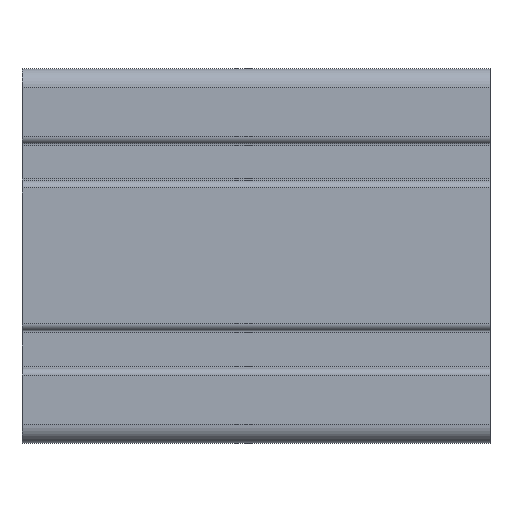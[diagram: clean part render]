
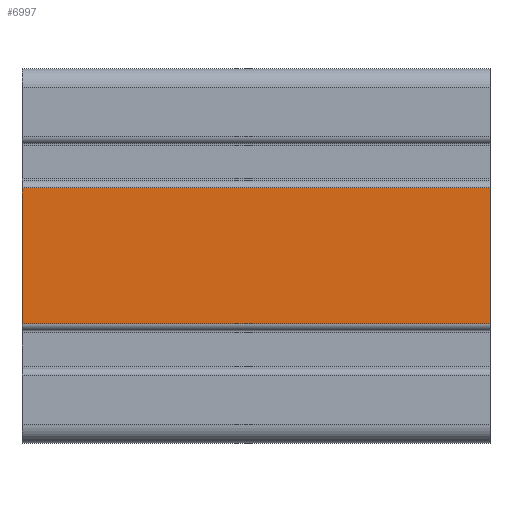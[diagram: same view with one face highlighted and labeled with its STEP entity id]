
A CAD part, top view. The second image highlights one B-rep face of the part: STEP entity #6997.
In plain terms, the highlighted planar face has unit normal (0, 0, 1).
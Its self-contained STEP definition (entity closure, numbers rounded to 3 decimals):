
#4 = CARTESIAN_POINT ( 'NONE',  ( 59.184, 89.398, 20. ) ) ;
#165 = VERTEX_POINT ( 'NONE', #7160 ) ;
#529 = ORIENTED_EDGE ( 'NONE', *, *, #884, .F. ) ;
#858 = VECTOR ( 'NONE', #6666, 1000. ) ;
#884 = EDGE_CURVE ( 'NONE', #6337, #165, #6037, .T. ) ;
#958 = VECTOR ( 'NONE', #4815, 1000. ) ;
#971 = CARTESIAN_POINT ( 'NONE',  ( 59.184, 89.398, 20. ) ) ;
#1004 = EDGE_CURVE ( 'NONE', #6885, #5497, #6725, .T. ) ;
#1528 = LINE ( 'NONE', #971, #5050 ) ;
#1981 = DIRECTION ( 'NONE',  ( -1., 0., 0. ) ) ;
#2753 = FACE_OUTER_BOUND ( 'NONE', #5763, .T. ) ;
#3024 = ORIENTED_EDGE ( 'NONE', *, *, #4949, .T. ) ;
#3054 = DIRECTION ( 'NONE',  ( -1., 0., 0. ) ) ;
#3411 = CARTESIAN_POINT ( 'NONE',  ( -40.816, 89.398, 20. ) ) ;
#3534 = LINE ( 'NONE', #5723, #5310 ) ;
#4815 = DIRECTION ( 'NONE',  ( 0., -1., 0. ) ) ;
#4949 = EDGE_CURVE ( 'NONE', #6337, #6885, #1528, .T. ) ;
#5002 = PLANE ( 'NONE',  #6704 ) ;
#5050 = VECTOR ( 'NONE', #6543, 1000. ) ;
#5310 = VECTOR ( 'NONE', #1981, 1000. ) ;
#5341 = ORIENTED_EDGE ( 'NONE', *, *, #1004, .T. ) ;
#5497 = VERTEX_POINT ( 'NONE', #7331 ) ;
#5723 = CARTESIAN_POINT ( 'NONE',  ( 59.184, 60.398, 20. ) ) ;
#5763 = EDGE_LOOP ( 'NONE', ( #5341, #6089, #529, #3024 ) ) ;
#6034 = CARTESIAN_POINT ( 'NONE',  ( -40.816, 89.398, 20. ) ) ;
#6037 = LINE ( 'NONE', #6689, #958 ) ;
#6087 = CARTESIAN_POINT ( 'NONE',  ( 59.184, 89.398, 20. ) ) ;
#6089 = ORIENTED_EDGE ( 'NONE', *, *, #7913, .F. ) ;
#6337 = VERTEX_POINT ( 'NONE', #6087 ) ;
#6543 = DIRECTION ( 'NONE',  ( -1., 0., 0. ) ) ;
#6666 = DIRECTION ( 'NONE',  ( 0., -1., 0. ) ) ;
#6689 = CARTESIAN_POINT ( 'NONE',  ( 59.184, 89.398, 20. ) ) ;
#6704 = AXIS2_PLACEMENT_3D ( 'NONE', #4, #6930, #3054 ) ;
#6725 = LINE ( 'NONE', #6034, #858 ) ;
#6885 = VERTEX_POINT ( 'NONE', #3411 ) ;
#6930 = DIRECTION ( 'NONE',  ( 0., 0., -1. ) ) ;
#6997 = ADVANCED_FACE ( 'NONE', ( #2753 ), #5002, .F. ) ;
#7160 = CARTESIAN_POINT ( 'NONE',  ( 59.184, 60.398, 20. ) ) ;
#7331 = CARTESIAN_POINT ( 'NONE',  ( -40.816, 60.398, 20. ) ) ;
#7913 = EDGE_CURVE ( 'NONE', #165, #5497, #3534, .T. ) ;
